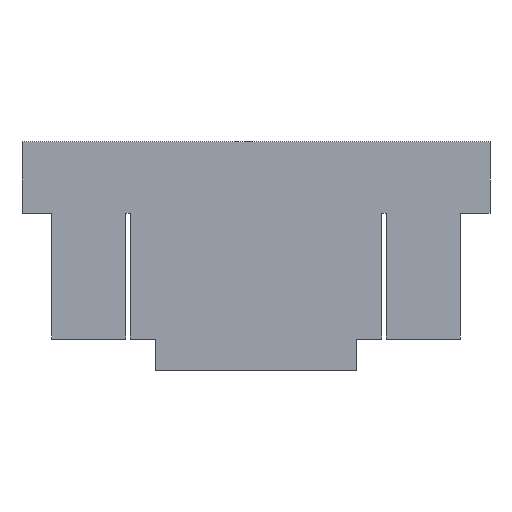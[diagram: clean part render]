
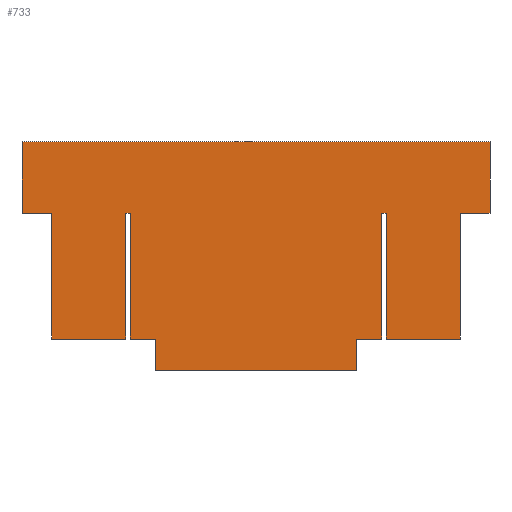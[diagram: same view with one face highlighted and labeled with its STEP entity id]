
A CAD part, front view. The second image highlights one B-rep face of the part: STEP entity #733.
In plain terms, the highlighted planar face has unit normal (0, -1, 0).
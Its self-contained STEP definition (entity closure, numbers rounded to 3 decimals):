
#2 = EDGE_CURVE ( 'NONE', #580, #216, #469, .T. ) ;
#6 = CARTESIAN_POINT ( 'NONE',  ( 5.215, 0., 0.6 ) ) ;
#7 = VECTOR ( 'NONE', #211, 1000. ) ;
#9 = LINE ( 'NONE', #620, #433 ) ;
#12 = ORIENTED_EDGE ( 'NONE', *, *, #522, .T. ) ;
#24 = CARTESIAN_POINT ( 'NONE',  ( -4.55, 0., -2.2 ) ) ;
#28 = LINE ( 'NONE', #724, #372 ) ;
#29 = LINE ( 'NONE', #482, #173 ) ;
#30 = VERTEX_POINT ( 'NONE', #388 ) ;
#33 = EDGE_CURVE ( 'NONE', #581, #507, #9, .T. ) ;
#35 = CARTESIAN_POINT ( 'NONE',  ( 2.25, 0., -2.2 ) ) ;
#39 = LINE ( 'NONE', #118, #114 ) ;
#49 = LINE ( 'NONE', #269, #637 ) ;
#51 = VERTEX_POINT ( 'NONE', #171 ) ;
#58 = DIRECTION ( 'NONE',  ( -1., 0., 0. ) ) ;
#61 = CARTESIAN_POINT ( 'NONE',  ( 4.55, 0., 0.6 ) ) ;
#63 = EDGE_CURVE ( 'NONE', #366, #624, #475, .T. ) ;
#67 = LINE ( 'NONE', #691, #213 ) ;
#68 = CARTESIAN_POINT ( 'NONE',  ( 2.9, 0., -2.2 ) ) ;
#71 = ORIENTED_EDGE ( 'NONE', *, *, #91, .F. ) ;
#81 = DIRECTION ( 'NONE',  ( -1., 0., 0. ) ) ;
#82 = LINE ( 'NONE', #426, #485 ) ;
#83 = ORIENTED_EDGE ( 'NONE', *, *, #145, .T. ) ;
#91 = EDGE_CURVE ( 'NONE', #639, #580, #394, .T. ) ;
#94 = DIRECTION ( 'NONE',  ( 1., 0., 0. ) ) ;
#95 = DIRECTION ( 'NONE',  ( 1., 0., 0. ) ) ;
#97 = DIRECTION ( 'NONE',  ( -1., 0., 0. ) ) ;
#98 = LINE ( 'NONE', #333, #532 ) ;
#104 = EDGE_CURVE ( 'NONE', #156, #709, #39, .T. ) ;
#107 = LINE ( 'NONE', #6, #293 ) ;
#109 = CARTESIAN_POINT ( 'NONE',  ( -2.8, 0., 2.2 ) ) ;
#114 = VECTOR ( 'NONE', #417, 1000. ) ;
#117 = CARTESIAN_POINT ( 'NONE',  ( -2.25, 0., -2.2 ) ) ;
#118 = CARTESIAN_POINT ( 'NONE',  ( 4.55, 0., 0.6 ) ) ;
#119 = PLANE ( 'NONE',  #135 ) ;
#127 = VERTEX_POINT ( 'NONE', #68 ) ;
#132 = CARTESIAN_POINT ( 'NONE',  ( 2.8, 0., -2.2 ) ) ;
#135 = AXIS2_PLACEMENT_3D ( 'NONE', #539, #530, #534 ) ;
#136 = ORIENTED_EDGE ( 'NONE', *, *, #104, .T. ) ;
#137 = DIRECTION ( 'NONE',  ( 0., 0., -1. ) ) ;
#145 = EDGE_CURVE ( 'NONE', #470, #270, #226, .T. ) ;
#152 = LINE ( 'NONE', #743, #382 ) ;
#155 = VERTEX_POINT ( 'NONE', #247 ) ;
#156 = VERTEX_POINT ( 'NONE', #764 ) ;
#157 = DIRECTION ( 'NONE',  ( -1., 0., 0. ) ) ;
#159 = DIRECTION ( 'NONE',  ( 0., 0., -1. ) ) ;
#169 = DIRECTION ( 'NONE',  ( 0., 0., 1. ) ) ;
#171 = CARTESIAN_POINT ( 'NONE',  ( -2.9, 0., 0.6 ) ) ;
#173 = VECTOR ( 'NONE', #656, 1000. ) ;
#174 = DIRECTION ( 'NONE',  ( 1., 0., 0. ) ) ;
#183 = LINE ( 'NONE', #418, #718 ) ;
#184 = VERTEX_POINT ( 'NONE', #428 ) ;
#193 = CARTESIAN_POINT ( 'NONE',  ( -2.25, 0., -2.9 ) ) ;
#194 = VERTEX_POINT ( 'NONE', #542 ) ;
#198 = EDGE_CURVE ( 'NONE', #581, #155, #183, .T. ) ;
#206 = VECTOR ( 'NONE', #159, 1000. ) ;
#211 = DIRECTION ( 'NONE',  ( 0., 0., -1. ) ) ;
#213 = VECTOR ( 'NONE', #399, 1000. ) ;
#216 = VERTEX_POINT ( 'NONE', #132 ) ;
#218 = ORIENTED_EDGE ( 'NONE', *, *, #471, .F. ) ;
#224 = VECTOR ( 'NONE', #322, 1000. ) ;
#226 = LINE ( 'NONE', #117, #316 ) ;
#247 = CARTESIAN_POINT ( 'NONE',  ( -5.215, 0., 0.6 ) ) ;
#250 = ORIENTED_EDGE ( 'NONE', *, *, #2, .F. ) ;
#264 = CARTESIAN_POINT ( 'NONE',  ( -2.9, 0., 2.2 ) ) ;
#266 = EDGE_CURVE ( 'NONE', #216, #510, #82, .T. ) ;
#268 = VECTOR ( 'NONE', #286, 1000. ) ;
#269 = CARTESIAN_POINT ( 'NONE',  ( -2.9, 0., -2.2 ) ) ;
#270 = VERTEX_POINT ( 'NONE', #193 ) ;
#277 = EDGE_CURVE ( 'NONE', #155, #366, #29, .T. ) ;
#281 = ORIENTED_EDGE ( 'NONE', *, *, #631, .T. ) ;
#283 = CARTESIAN_POINT ( 'NONE',  ( 2.8, 0., 0.6 ) ) ;
#286 = DIRECTION ( 'NONE',  ( -1., 0., 0. ) ) ;
#293 = VECTOR ( 'NONE', #137, 1000. ) ;
#304 = VERTEX_POINT ( 'NONE', #474 ) ;
#316 = VECTOR ( 'NONE', #705, 1000. ) ;
#322 = DIRECTION ( 'NONE',  ( 0., 0., 1. ) ) ;
#333 = CARTESIAN_POINT ( 'NONE',  ( -2.25, 0., -2.9 ) ) ;
#340 = ORIENTED_EDGE ( 'NONE', *, *, #63, .F. ) ;
#341 = CARTESIAN_POINT ( 'NONE',  ( 5.215, 0., 2.2 ) ) ;
#349 = EDGE_CURVE ( 'NONE', #624, #194, #107, .T. ) ;
#353 = ORIENTED_EDGE ( 'NONE', *, *, #531, .T. ) ;
#365 = EDGE_CURVE ( 'NONE', #184, #51, #468, .T. ) ;
#366 = VERTEX_POINT ( 'NONE', #611 ) ;
#372 = VECTOR ( 'NONE', #97, 1000. ) ;
#373 = ORIENTED_EDGE ( 'NONE', *, *, #509, .T. ) ;
#375 = ORIENTED_EDGE ( 'NONE', *, *, #553, .F. ) ;
#380 = DIRECTION ( 'NONE',  ( 0., 0., 1. ) ) ;
#382 = VECTOR ( 'NONE', #169, 1000. ) ;
#388 = CARTESIAN_POINT ( 'NONE',  ( -2.8, 0., 0.6 ) ) ;
#389 = CARTESIAN_POINT ( 'NONE',  ( 2.25, 0., -2.2 ) ) ;
#391 = EDGE_CURVE ( 'NONE', #194, #709, #28, .T. ) ;
#394 = LINE ( 'NONE', #517, #496 ) ;
#399 = DIRECTION ( 'NONE',  ( 1., 0., 0. ) ) ;
#407 = EDGE_CURVE ( 'NONE', #507, #184, #49, .T. ) ;
#411 = ORIENTED_EDGE ( 'NONE', *, *, #266, .F. ) ;
#412 = ORIENTED_EDGE ( 'NONE', *, *, #579, .F. ) ;
#417 = DIRECTION ( 'NONE',  ( 0., 0., 1. ) ) ;
#418 = CARTESIAN_POINT ( 'NONE',  ( -5.215, 0., 0.6 ) ) ;
#420 = LINE ( 'NONE', #683, #7 ) ;
#426 = CARTESIAN_POINT ( 'NONE',  ( -2.8, 0., -2.2 ) ) ;
#428 = CARTESIAN_POINT ( 'NONE',  ( -2.9, 0., -2.2 ) ) ;
#430 = LINE ( 'NONE', #570, #268 ) ;
#433 = VECTOR ( 'NONE', #576, 1000. ) ;
#446 = VERTEX_POINT ( 'NONE', #619 ) ;
#449 = CARTESIAN_POINT ( 'NONE',  ( -2.25, 0., -2.2 ) ) ;
#461 = ORIENTED_EDGE ( 'NONE', *, *, #277, .F. ) ;
#462 = ORIENTED_EDGE ( 'NONE', *, *, #365, .T. ) ;
#464 = EDGE_LOOP ( 'NONE', ( #71, #12, #281, #136, #730, #748, #340, #461, #765, #687, #646, #462, #218, #375, #412, #83, #373, #353, #411, #250 ) ) ;
#468 = LINE ( 'NONE', #264, #224 ) ;
#469 = LINE ( 'NONE', #736, #206 ) ;
#470 = VERTEX_POINT ( 'NONE', #449 ) ;
#471 = EDGE_CURVE ( 'NONE', #30, #51, #685, .T. ) ;
#474 = CARTESIAN_POINT ( 'NONE',  ( -2.8, 0., -2.2 ) ) ;
#475 = LINE ( 'NONE', #109, #642 ) ;
#482 = CARTESIAN_POINT ( 'NONE',  ( -5.215, 0., 0.6 ) ) ;
#485 = VECTOR ( 'NONE', #600, 1000. ) ;
#496 = VECTOR ( 'NONE', #58, 1000. ) ;
#502 = FACE_OUTER_BOUND ( 'NONE', #464, .T. ) ;
#507 = VERTEX_POINT ( 'NONE', #24 ) ;
#509 = EDGE_CURVE ( 'NONE', #270, #446, #98, .T. ) ;
#510 = VERTEX_POINT ( 'NONE', #35 ) ;
#517 = CARTESIAN_POINT ( 'NONE',  ( -5.215, 0., 0.6 ) ) ;
#519 = VECTOR ( 'NONE', #380, 1000. ) ;
#522 = EDGE_CURVE ( 'NONE', #639, #127, #420, .T. ) ;
#530 = DIRECTION ( 'NONE',  ( 0., -1., 0. ) ) ;
#531 = EDGE_CURVE ( 'NONE', #446, #510, #695, .T. ) ;
#532 = VECTOR ( 'NONE', #94, 1000. ) ;
#534 = DIRECTION ( 'NONE',  ( 0., 0., -1. ) ) ;
#539 = CARTESIAN_POINT ( 'NONE',  ( 0., 0., 0. ) ) ;
#542 = CARTESIAN_POINT ( 'NONE',  ( 5.215, 0., 0.6 ) ) ;
#553 = EDGE_CURVE ( 'NONE', #304, #30, #152, .T. ) ;
#562 = CARTESIAN_POINT ( 'NONE',  ( -5.215, 0., 0.6 ) ) ;
#570 = CARTESIAN_POINT ( 'NONE',  ( -2.8, 0., -2.2 ) ) ;
#576 = DIRECTION ( 'NONE',  ( 0., 0., -1. ) ) ;
#578 = CARTESIAN_POINT ( 'NONE',  ( -4.55, 0., 0.6 ) ) ;
#579 = EDGE_CURVE ( 'NONE', #470, #304, #430, .T. ) ;
#580 = VERTEX_POINT ( 'NONE', #283 ) ;
#581 = VERTEX_POINT ( 'NONE', #578 ) ;
#600 = DIRECTION ( 'NONE',  ( -1., 0., 0. ) ) ;
#611 = CARTESIAN_POINT ( 'NONE',  ( -5.215, 0., 2.2 ) ) ;
#619 = CARTESIAN_POINT ( 'NONE',  ( 2.25, 0., -2.9 ) ) ;
#620 = CARTESIAN_POINT ( 'NONE',  ( -4.55, 0., 0.6 ) ) ;
#624 = VERTEX_POINT ( 'NONE', #341 ) ;
#631 = EDGE_CURVE ( 'NONE', #127, #156, #67, .T. ) ;
#634 = CARTESIAN_POINT ( 'NONE',  ( 2.9, 0., 0.6 ) ) ;
#637 = VECTOR ( 'NONE', #95, 1000. ) ;
#639 = VERTEX_POINT ( 'NONE', #634 ) ;
#642 = VECTOR ( 'NONE', #174, 1000. ) ;
#646 = ORIENTED_EDGE ( 'NONE', *, *, #407, .T. ) ;
#656 = DIRECTION ( 'NONE',  ( 0., 0., 1. ) ) ;
#683 = CARTESIAN_POINT ( 'NONE',  ( 2.9, 0., 2.2 ) ) ;
#685 = LINE ( 'NONE', #562, #728 ) ;
#687 = ORIENTED_EDGE ( 'NONE', *, *, #33, .T. ) ;
#691 = CARTESIAN_POINT ( 'NONE',  ( 2.9, 0., -2.2 ) ) ;
#695 = LINE ( 'NONE', #389, #519 ) ;
#705 = DIRECTION ( 'NONE',  ( 0., 0., -1. ) ) ;
#709 = VERTEX_POINT ( 'NONE', #61 ) ;
#718 = VECTOR ( 'NONE', #81, 1000. ) ;
#724 = CARTESIAN_POINT ( 'NONE',  ( -5.215, 0., 0.6 ) ) ;
#728 = VECTOR ( 'NONE', #157, 1000. ) ;
#730 = ORIENTED_EDGE ( 'NONE', *, *, #391, .F. ) ;
#733 = ADVANCED_FACE ( 'NONE', ( #502 ), #119, .T. ) ;
#736 = CARTESIAN_POINT ( 'NONE',  ( 2.8, 0., 2.2 ) ) ;
#743 = CARTESIAN_POINT ( 'NONE',  ( -2.8, 0., 2.2 ) ) ;
#748 = ORIENTED_EDGE ( 'NONE', *, *, #349, .F. ) ;
#764 = CARTESIAN_POINT ( 'NONE',  ( 4.55, 0., -2.2 ) ) ;
#765 = ORIENTED_EDGE ( 'NONE', *, *, #198, .F. ) ;
